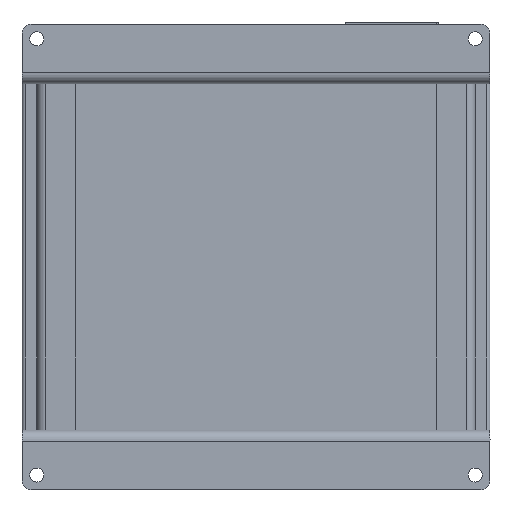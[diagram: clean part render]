
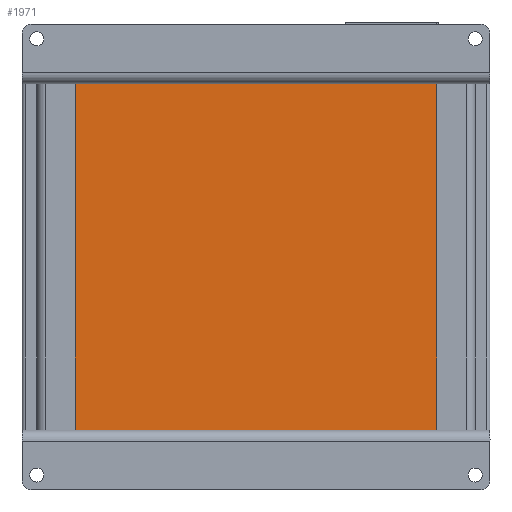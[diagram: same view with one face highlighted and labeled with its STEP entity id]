
A CAD part, front view. The second image highlights one B-rep face of the part: STEP entity #1971.
In plain terms, the highlighted planar face has unit normal (0, -1, 0).
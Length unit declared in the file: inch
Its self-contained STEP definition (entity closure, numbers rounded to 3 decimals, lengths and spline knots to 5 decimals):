
#1092 = VERTEX_POINT ( 'NONE', #3106 ) ;
#1098 = EDGE_CURVE ( 'NONE', #1186, #1092, #3101, .T. ) ;
#1186 = VERTEX_POINT ( 'NONE', #3251 ) ;
#1909 = VERTEX_POINT ( 'NONE', #4598 ) ;
#1913 = VERTEX_POINT ( 'NONE', #4593 ) ;
#1970 = EDGE_CURVE ( 'NONE', #1909, #1913, #4690, .T. ) ;
#1971 = ADVANCED_FACE ( 'NONE', ( #4750 ), #4749, .T. ) ;
#1972 = EDGE_LOOP ( 'NONE', ( #1973, #1975, #1976, #1978 ) ) ;
#1973 = ORIENTED_EDGE ( 'NONE', *, *, #1974, .F. ) ;
#1974 = EDGE_CURVE ( 'NONE', #1092, #1913, #4747, .T. ) ;
#1975 = ORIENTED_EDGE ( 'NONE', *, *, #1098, .F. ) ;
#1976 = ORIENTED_EDGE ( 'NONE', *, *, #1977, .F. ) ;
#1977 = EDGE_CURVE ( 'NONE', #1909, #1186, #4740, .T. ) ;
#1978 = ORIENTED_EDGE ( 'NONE', *, *, #1970, .T. ) ;
#3098 = DIRECTION ( 'NONE',  ( 0., 0., -1. ) ) ;
#3099 = VECTOR ( 'NONE', #3098, 39.37008 ) ;
#3100 = CARTESIAN_POINT ( 'NONE',  ( 5.28171, -0.065, 0. ) ) ;
#3101 = LINE ( 'NONE', #3100, #3099 ) ;
#3106 = CARTESIAN_POINT ( 'NONE',  ( 5.28171, -0.065, -4.696 ) ) ;
#3251 = CARTESIAN_POINT ( 'NONE',  ( 5.28171, -0.065, 0. ) ) ;
#4593 = CARTESIAN_POINT ( 'NONE',  ( 0.37339, -0.065, -4.696 ) ) ;
#4598 = CARTESIAN_POINT ( 'NONE',  ( 0.37339, -0.065, 0. ) ) ;
#4687 = DIRECTION ( 'NONE',  ( 0., 0., -1. ) ) ;
#4688 = VECTOR ( 'NONE', #4687, 39.37008 ) ;
#4689 = CARTESIAN_POINT ( 'NONE',  ( 0.37339, -0.065, 0. ) ) ;
#4690 = LINE ( 'NONE', #4689, #4688 ) ;
#4737 = DIRECTION ( 'NONE',  ( 1., 0., 0. ) ) ;
#4738 = VECTOR ( 'NONE', #4737, 39.37008 ) ;
#4739 = CARTESIAN_POINT ( 'NONE',  ( 0.37339, -0.065, 0. ) ) ;
#4740 = LINE ( 'NONE', #4739, #4738 ) ;
#4741 = DIRECTION ( 'NONE',  ( -1., 0., 0. ) ) ;
#4742 = VECTOR ( 'NONE', #4741, 39.37008 ) ;
#4743 = CARTESIAN_POINT ( 'NONE',  ( 0.37339, -0.065, -4.696 ) ) ;
#4744 = DIRECTION ( 'NONE',  ( 1., 0., 0. ) ) ;
#4745 = DIRECTION ( 'NONE',  ( 0., -1., 0. ) ) ;
#4746 = CARTESIAN_POINT ( 'NONE',  ( 0.37339, -0.065, -10.69654 ) ) ;
#4747 = LINE ( 'NONE', #4743, #4742 ) ;
#4748 = AXIS2_PLACEMENT_3D ( 'NONE', #4746, #4745, #4744 ) ;
#4749 = PLANE ( 'NONE',  #4748 ) ;
#4750 = FACE_OUTER_BOUND ( 'NONE', #1972, .T. ) ;
